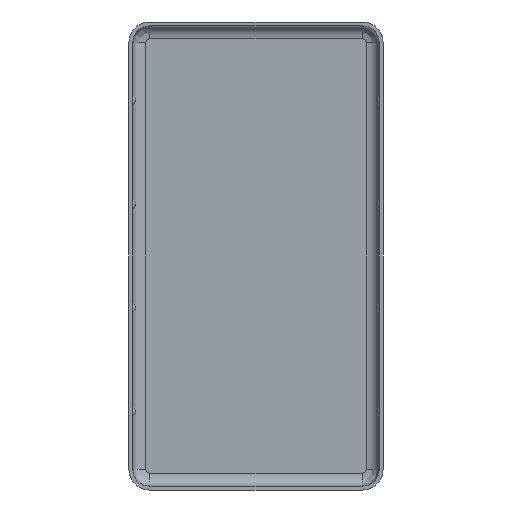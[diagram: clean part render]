
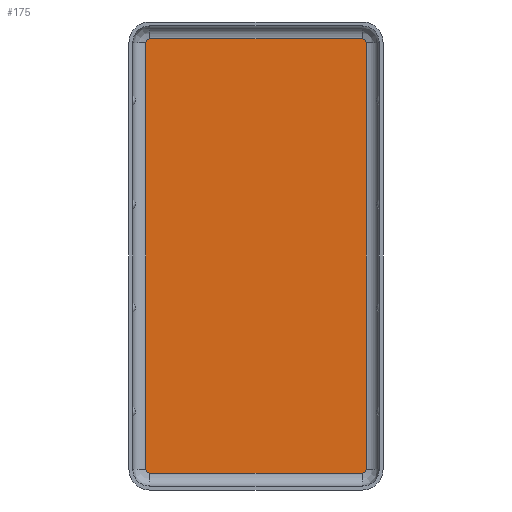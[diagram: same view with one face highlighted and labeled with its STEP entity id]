
A CAD part, front view. The second image highlights one B-rep face of the part: STEP entity #175.
In plain terms, the highlighted planar face has unit normal (0, -1, 0).
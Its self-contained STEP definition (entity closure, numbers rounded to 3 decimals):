
#175 = ADVANCED_FACE( 'NONE', ( #361 ), #362, .T. );
#361 = FACE_OUTER_BOUND( '', #714, .T. );
#362 = PLANE( '', #715 );
#714 = EDGE_LOOP( '', ( #1078, #1079, #1080, #1081, #1082, #1083, #1084, #1085 ) );
#715 = AXIS2_PLACEMENT_3D( '', #1086, #1087, #1088 );
#1078 = ORIENTED_EDGE( '', *, *, #1199, .F. );
#1079 = ORIENTED_EDGE( '', *, *, #1233, .F. );
#1080 = ORIENTED_EDGE( '', *, *, #1124, .F. );
#1081 = ORIENTED_EDGE( '', *, *, #1150, .T. );
#1082 = ORIENTED_EDGE( '', *, *, #1231, .T. );
#1083 = ORIENTED_EDGE( '', *, *, #1223, .F. );
#1084 = ORIENTED_EDGE( '', *, *, #1190, .T. );
#1085 = ORIENTED_EDGE( '', *, *, #1171, .T. );
#1086 = CARTESIAN_POINT( '', ( 8.2, 0., -16.45 ) );
#1087 = DIRECTION( '', ( 0., -1., 0. ) );
#1088 = DIRECTION( '', ( 0., 0., -1. ) );
#1124 = EDGE_CURVE( 'NONE', #1295, #1297, #1298, .T. );
#1150 = EDGE_CURVE( 'NONE', #1295, #1334, #1336, .T. );
#1171 = EDGE_CURVE( 'NONE', #1366, #1364, #1367, .T. );
#1190 = EDGE_CURVE( 'NONE', #1391, #1366, #1392, .T. );
#1199 = EDGE_CURVE( 'NONE', #1401, #1364, #1403, .T. );
#1223 = EDGE_CURVE( 'NONE', #1391, #1433, #1434, .T. );
#1231 = EDGE_CURVE( 'NONE', #1334, #1433, #1442, .T. );
#1233 = EDGE_CURVE( 'NONE', #1297, #1401, #1444, .T. );
#1295 = VERTEX_POINT( 'NONE', #1521 );
#1297 = VERTEX_POINT( 'NONE', #1523 );
#1298 = LINE( '', #1524, #1525 );
#1334 = VERTEX_POINT( 'NONE', #1567 );
#1336 = CIRCLE( '', #1569, 0.3 );
#1364 = VERTEX_POINT( 'NONE', #1603 );
#1366 = VERTEX_POINT( 'NONE', #1605 );
#1367 = CIRCLE( '', #1606, 0.3 );
#1391 = VERTEX_POINT( 'NONE', #1634 );
#1392 = LINE( '', #1635, #1636 );
#1401 = VERTEX_POINT( 'NONE', #1647 );
#1403 = LINE( '', #1649, #1650 );
#1433 = VERTEX_POINT( 'NONE', #1682 );
#1434 = CIRCLE( '', #1683, 0.3 );
#1442 = LINE( '', #1692, #1693 );
#1444 = CIRCLE( '', #1695, 0.3 );
#1521 = CARTESIAN_POINT( '', ( 8.5, 0., 16.45 ) );
#1523 = CARTESIAN_POINT( '', ( 8.5, 0., -16.45 ) );
#1524 = CARTESIAN_POINT( '', ( 8.5, 0., 0. ) );
#1525 = VECTOR( '', #1752, 1000. );
#1567 = CARTESIAN_POINT( '', ( 8.2, 0., 16.75 ) );
#1569 = AXIS2_PLACEMENT_3D( '', #1795, #1796, #1797 );
#1603 = CARTESIAN_POINT( '', ( -8.2, 0., -16.75 ) );
#1605 = CARTESIAN_POINT( '', ( -8.5, 0., -16.45 ) );
#1606 = AXIS2_PLACEMENT_3D( '', #1825, #1826, #1827 );
#1634 = CARTESIAN_POINT( '', ( -8.5, 0., 16.45 ) );
#1635 = CARTESIAN_POINT( '', ( -8.5, 0., 0. ) );
#1636 = VECTOR( '', #1853, 1000. );
#1647 = CARTESIAN_POINT( '', ( 8.2, 0., -16.75 ) );
#1649 = CARTESIAN_POINT( '', ( 8.2, 0., -16.75 ) );
#1650 = VECTOR( '', #1865, 1000. );
#1682 = CARTESIAN_POINT( '', ( -8.2, 0., 16.75 ) );
#1683 = AXIS2_PLACEMENT_3D( '', #1895, #1896, #1897 );
#1692 = CARTESIAN_POINT( '', ( 8.2, 0., 16.75 ) );
#1693 = VECTOR( '', #1902, 1000. );
#1695 = AXIS2_PLACEMENT_3D( '', #1903, #1904, #1905 );
#1752 = DIRECTION( '', ( 0., 0., -1. ) );
#1795 = CARTESIAN_POINT( '', ( 8.2, 0., 16.45 ) );
#1796 = DIRECTION( '', ( 0., -1., 0. ) );
#1797 = DIRECTION( '', ( 0., 0., -1. ) );
#1825 = CARTESIAN_POINT( '', ( -8.2, 0., -16.45 ) );
#1826 = DIRECTION( '', ( 0., -1., 0. ) );
#1827 = DIRECTION( '', ( 0., 0., 1. ) );
#1853 = DIRECTION( '', ( 0., 0., -1. ) );
#1865 = DIRECTION( '', ( -1., 0., 0. ) );
#1895 = CARTESIAN_POINT( '', ( -8.2, 0., 16.45 ) );
#1896 = DIRECTION( '', ( 0., 1., 0. ) );
#1897 = DIRECTION( '', ( 0., 0., -1. ) );
#1902 = DIRECTION( '', ( -1., 0., 0. ) );
#1903 = CARTESIAN_POINT( '', ( 8.2, 0., -16.45 ) );
#1904 = DIRECTION( '', ( 0., 1., 0. ) );
#1905 = DIRECTION( '', ( 0., 0., 1. ) );
